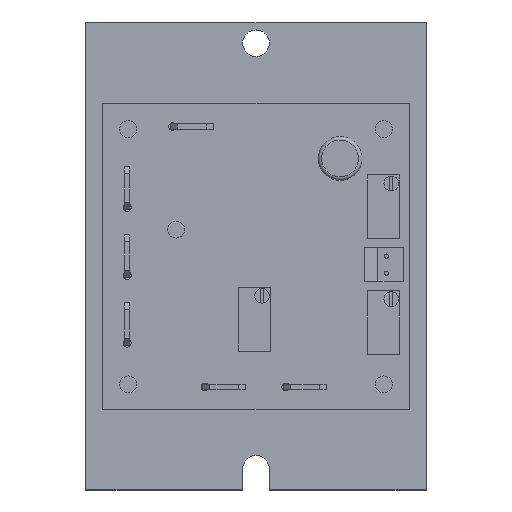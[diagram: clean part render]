
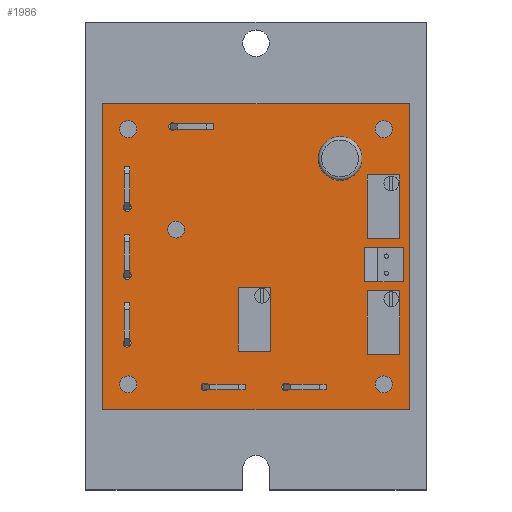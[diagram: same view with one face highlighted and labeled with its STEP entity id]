
A CAD part, top view. The second image highlights one B-rep face of the part: STEP entity #1986.
In plain terms, the highlighted planar face has unit normal (0, 0, 1).
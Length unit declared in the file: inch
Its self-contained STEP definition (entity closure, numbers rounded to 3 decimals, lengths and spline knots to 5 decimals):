
#309=VECTOR('',#2437,1.);
#313=VECTOR('',#2442,1.);
#316=VECTOR('',#2446,1.);
#319=VECTOR('',#2450,1.);
#423=LINE('',#2949,#309);
#427=LINE('',#2958,#313);
#430=LINE('',#2964,#316);
#433=LINE('',#2970,#319);
#541=PLANE('',#2143);
#610=VERTEX_POINT('',#2867);
#612=VERTEX_POINT('',#2872);
#614=VERTEX_POINT('',#2877);
#616=VERTEX_POINT('',#2882);
#618=VERTEX_POINT('',#2887);
#620=VERTEX_POINT('',#2892);
#622=VERTEX_POINT('',#2897);
#624=VERTEX_POINT('',#2902);
#626=VERTEX_POINT('',#2907);
#628=VERTEX_POINT('',#2912);
#630=VERTEX_POINT('',#2917);
#632=VERTEX_POINT('',#2922);
#634=VERTEX_POINT('',#2927);
#636=VERTEX_POINT('',#2932);
#638=VERTEX_POINT('',#2937);
#640=VERTEX_POINT('',#2942);
#642=VERTEX_POINT('',#2947);
#643=VERTEX_POINT('',#2950);
#644=VERTEX_POINT('',#2951);
#647=VERTEX_POINT('',#2959);
#649=VERTEX_POINT('',#2965);
#779=CIRCLE('',#2090,0.023);
#781=CIRCLE('',#2093,0.023);
#783=CIRCLE('',#2096,0.023);
#785=CIRCLE('',#2099,0.023);
#787=CIRCLE('',#2102,0.023);
#789=CIRCLE('',#2105,0.023);
#791=CIRCLE('',#2108,0.023);
#793=CIRCLE('',#2111,0.023);
#795=CIRCLE('',#2114,0.023);
#797=CIRCLE('',#2117,0.023);
#799=CIRCLE('',#2120,0.023);
#801=CIRCLE('',#2123,0.023);
#803=CIRCLE('',#2126,0.05);
#805=CIRCLE('',#2129,0.05);
#807=CIRCLE('',#2132,0.05);
#809=CIRCLE('',#2135,0.05);
#811=CIRCLE('',#2138,0.05);
#873=EDGE_CURVE('',#610,#610,#779,.T.);
#875=EDGE_CURVE('',#612,#612,#781,.T.);
#877=EDGE_CURVE('',#614,#614,#783,.T.);
#879=EDGE_CURVE('',#616,#616,#785,.T.);
#881=EDGE_CURVE('',#618,#618,#787,.T.);
#883=EDGE_CURVE('',#620,#620,#789,.T.);
#885=EDGE_CURVE('',#622,#622,#791,.T.);
#887=EDGE_CURVE('',#624,#624,#793,.T.);
#889=EDGE_CURVE('',#626,#626,#795,.T.);
#891=EDGE_CURVE('',#628,#628,#797,.T.);
#893=EDGE_CURVE('',#630,#630,#799,.T.);
#895=EDGE_CURVE('',#632,#632,#801,.T.);
#897=EDGE_CURVE('',#634,#634,#803,.T.);
#899=EDGE_CURVE('',#636,#636,#805,.T.);
#901=EDGE_CURVE('',#638,#638,#807,.T.);
#903=EDGE_CURVE('',#640,#640,#809,.T.);
#905=EDGE_CURVE('',#642,#642,#811,.T.);
#906=EDGE_CURVE('',#643,#644,#423,.T.);
#910=EDGE_CURVE('',#644,#647,#427,.T.);
#913=EDGE_CURVE('',#647,#649,#430,.T.);
#916=EDGE_CURVE('',#649,#643,#433,.T.);
#1133=ORIENTED_EDGE('',*,*,#873,.T.);
#1134=ORIENTED_EDGE('',*,*,#875,.T.);
#1135=ORIENTED_EDGE('',*,*,#877,.T.);
#1136=ORIENTED_EDGE('',*,*,#879,.T.);
#1137=ORIENTED_EDGE('',*,*,#881,.T.);
#1138=ORIENTED_EDGE('',*,*,#883,.T.);
#1139=ORIENTED_EDGE('',*,*,#885,.T.);
#1140=ORIENTED_EDGE('',*,*,#887,.T.);
#1141=ORIENTED_EDGE('',*,*,#889,.T.);
#1142=ORIENTED_EDGE('',*,*,#891,.T.);
#1143=ORIENTED_EDGE('',*,*,#893,.T.);
#1144=ORIENTED_EDGE('',*,*,#895,.T.);
#1145=ORIENTED_EDGE('',*,*,#897,.T.);
#1146=ORIENTED_EDGE('',*,*,#899,.T.);
#1147=ORIENTED_EDGE('',*,*,#901,.T.);
#1148=ORIENTED_EDGE('',*,*,#903,.T.);
#1149=ORIENTED_EDGE('',*,*,#905,.T.);
#1150=ORIENTED_EDGE('',*,*,#906,.F.);
#1151=ORIENTED_EDGE('',*,*,#916,.F.);
#1152=ORIENTED_EDGE('',*,*,#913,.F.);
#1153=ORIENTED_EDGE('',*,*,#910,.F.);
#1543=EDGE_LOOP('',(#1133));
#1544=EDGE_LOOP('',(#1134));
#1545=EDGE_LOOP('',(#1135));
#1546=EDGE_LOOP('',(#1136));
#1547=EDGE_LOOP('',(#1137));
#1548=EDGE_LOOP('',(#1138));
#1549=EDGE_LOOP('',(#1139));
#1550=EDGE_LOOP('',(#1140));
#1551=EDGE_LOOP('',(#1141));
#1552=EDGE_LOOP('',(#1142));
#1553=EDGE_LOOP('',(#1143));
#1554=EDGE_LOOP('',(#1144));
#1555=EDGE_LOOP('',(#1145));
#1556=EDGE_LOOP('',(#1146));
#1557=EDGE_LOOP('',(#1147));
#1558=EDGE_LOOP('',(#1148));
#1559=EDGE_LOOP('',(#1149));
#1560=EDGE_LOOP('',(#1150,#1151,#1152,#1153));
#1773=FACE_BOUND('',#1543,.T.);
#1774=FACE_BOUND('',#1544,.T.);
#1775=FACE_BOUND('',#1545,.T.);
#1776=FACE_BOUND('',#1546,.T.);
#1777=FACE_BOUND('',#1547,.T.);
#1778=FACE_BOUND('',#1548,.T.);
#1779=FACE_BOUND('',#1549,.T.);
#1780=FACE_BOUND('',#1550,.T.);
#1781=FACE_BOUND('',#1551,.T.);
#1782=FACE_BOUND('',#1552,.T.);
#1783=FACE_BOUND('',#1553,.T.);
#1784=FACE_BOUND('',#1554,.T.);
#1785=FACE_BOUND('',#1555,.T.);
#1786=FACE_BOUND('',#1556,.T.);
#1787=FACE_BOUND('',#1557,.T.);
#1788=FACE_BOUND('',#1558,.T.);
#1789=FACE_BOUND('',#1559,.T.);
#1790=FACE_BOUND('',#1560,.T.);
#1986=ADVANCED_FACE('',(#1773,#1774,#1775,#1776,#1777,#1778,#1779,#1780,
#1781,#1782,#1783,#1784,#1785,#1786,#1787,#1788,#1789,#1790),#541,.T.);
#2090=AXIS2_PLACEMENT_3D('',#2866,#2338,#2339);
#2093=AXIS2_PLACEMENT_3D('',#2871,#2344,#2345);
#2096=AXIS2_PLACEMENT_3D('',#2876,#2350,#2351);
#2099=AXIS2_PLACEMENT_3D('',#2881,#2356,#2357);
#2102=AXIS2_PLACEMENT_3D('',#2886,#2362,#2363);
#2105=AXIS2_PLACEMENT_3D('',#2891,#2368,#2369);
#2108=AXIS2_PLACEMENT_3D('',#2896,#2374,#2375);
#2111=AXIS2_PLACEMENT_3D('',#2901,#2380,#2381);
#2114=AXIS2_PLACEMENT_3D('',#2906,#2386,#2387);
#2117=AXIS2_PLACEMENT_3D('',#2911,#2392,#2393);
#2120=AXIS2_PLACEMENT_3D('',#2916,#2398,#2399);
#2123=AXIS2_PLACEMENT_3D('',#2921,#2404,#2405);
#2126=AXIS2_PLACEMENT_3D('',#2926,#2410,#2411);
#2129=AXIS2_PLACEMENT_3D('',#2931,#2416,#2417);
#2132=AXIS2_PLACEMENT_3D('',#2936,#2422,#2423);
#2135=AXIS2_PLACEMENT_3D('',#2941,#2428,#2429);
#2138=AXIS2_PLACEMENT_3D('',#2946,#2434,#2435);
#2143=AXIS2_PLACEMENT_3D('',#2972,#2452,$);
#2338=DIRECTION('',(0.,0.,-1.));
#2339=DIRECTION('',(0.,0.023,0.));
#2344=DIRECTION('',(0.,0.,-1.));
#2345=DIRECTION('',(0.,0.023,0.));
#2350=DIRECTION('',(0.,0.,-1.));
#2351=DIRECTION('',(0.,0.023,0.));
#2356=DIRECTION('',(0.,0.,-1.));
#2357=DIRECTION('',(0.,0.023,0.));
#2362=DIRECTION('',(0.,0.,-1.));
#2363=DIRECTION('',(0.,0.023,0.));
#2368=DIRECTION('',(0.,0.,-1.));
#2369=DIRECTION('',(0.,0.023,0.));
#2374=DIRECTION('',(0.,0.,-1.));
#2375=DIRECTION('',(0.,0.023,0.));
#2380=DIRECTION('',(0.,0.,-1.));
#2381=DIRECTION('',(0.,0.023,0.));
#2386=DIRECTION('',(0.,0.,-1.));
#2387=DIRECTION('',(0.,0.023,0.));
#2392=DIRECTION('',(0.,0.,-1.));
#2393=DIRECTION('',(0.,0.023,0.));
#2398=DIRECTION('',(0.,0.,-1.));
#2399=DIRECTION('',(0.,0.023,0.));
#2404=DIRECTION('',(0.,0.,-1.));
#2405=DIRECTION('',(0.,0.023,0.));
#2410=DIRECTION('',(0.,0.,-1.));
#2411=DIRECTION('',(0.,0.05,0.));
#2416=DIRECTION('',(0.,0.,-1.));
#2417=DIRECTION('',(0.,0.05,0.));
#2422=DIRECTION('',(0.,0.,-1.));
#2423=DIRECTION('',(0.,0.05,0.));
#2428=DIRECTION('',(0.,0.,-1.));
#2429=DIRECTION('',(0.,0.05,0.));
#2434=DIRECTION('',(0.,0.,-1.));
#2435=DIRECTION('',(0.,0.05,0.));
#2437=DIRECTION('',(1.,0.,0.));
#2442=DIRECTION('',(0.,-1.,0.));
#2446=DIRECTION('',(-1.,0.,0.));
#2450=DIRECTION('',(0.,1.,0.));
#2452=DIRECTION('',(0.,0.,1.));
#2866=CARTESIAN_POINT('',(1.463,1.477,0.063));
#2867=CARTESIAN_POINT('',(1.463,1.5,0.063));
#2871=CARTESIAN_POINT('',(1.325,1.477,0.063));
#2872=CARTESIAN_POINT('',(1.325,1.5,0.063));
#2876=CARTESIAN_POINT('',(0.84,0.632,0.063));
#2877=CARTESIAN_POINT('',(0.84,0.655,0.063));
#2881=CARTESIAN_POINT('',(1.6,0.612,0.063));
#2882=CARTESIAN_POINT('',(1.6,0.635,0.063));
#2886=CARTESIAN_POINT('',(1.665,0.903,0.063));
#2887=CARTESIAN_POINT('',(1.665,0.926,0.063));
#2891=CARTESIAN_POINT('',(1.6,1.292,0.063));
#2892=CARTESIAN_POINT('',(1.6,1.315,0.063));
#2896=CARTESIAN_POINT('',(1.075,0.135,0.063));
#2897=CARTESIAN_POINT('',(1.075,0.158,0.063));
#2901=CARTESIAN_POINT('',(0.6,0.135,0.063));
#2902=CARTESIAN_POINT('',(0.6,0.158,0.063));
#2906=CARTESIAN_POINT('',(0.41,1.665,0.063));
#2907=CARTESIAN_POINT('',(0.41,1.688,0.063));
#2911=CARTESIAN_POINT('',(0.143,1.19,0.063));
#2912=CARTESIAN_POINT('',(0.143,1.213,0.063));
#2916=CARTESIAN_POINT('',(0.143,0.79,0.063));
#2917=CARTESIAN_POINT('',(0.143,0.813,0.063));
#2921=CARTESIAN_POINT('',(0.143,0.392,0.063));
#2922=CARTESIAN_POINT('',(0.143,0.415,0.063));
#2926=CARTESIAN_POINT('',(0.43,1.06,0.063));
#2927=CARTESIAN_POINT('',(0.43,1.11,0.063));
#2931=CARTESIAN_POINT('',(0.15,1.65,0.063));
#2932=CARTESIAN_POINT('',(0.15,1.7,0.063));
#2936=CARTESIAN_POINT('',(1.65,1.65,0.063));
#2937=CARTESIAN_POINT('',(1.65,1.7,0.063));
#2941=CARTESIAN_POINT('',(0.15,0.15,0.063));
#2942=CARTESIAN_POINT('',(0.15,0.2,0.063));
#2946=CARTESIAN_POINT('',(1.65,0.15,0.063));
#2947=CARTESIAN_POINT('',(1.65,0.2,0.063));
#2949=CARTESIAN_POINT('',(0.,1.8,0.063));
#2950=CARTESIAN_POINT('',(0.,1.8,0.063));
#2951=CARTESIAN_POINT('',(1.8,1.8,0.063));
#2958=CARTESIAN_POINT('',(1.8,1.8,0.063));
#2959=CARTESIAN_POINT('',(1.8,0.,0.063));
#2964=CARTESIAN_POINT('',(1.8,0.,0.063));
#2965=CARTESIAN_POINT('',(0.,0.,0.063));
#2970=CARTESIAN_POINT('',(0.,0.,0.063));
#2972=CARTESIAN_POINT('',(0.9,0.9,0.063));
